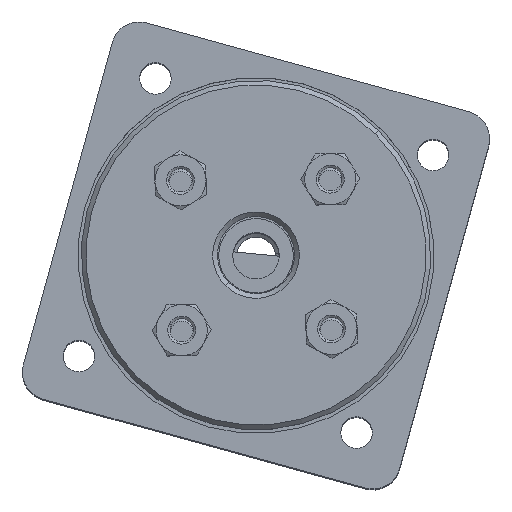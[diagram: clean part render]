
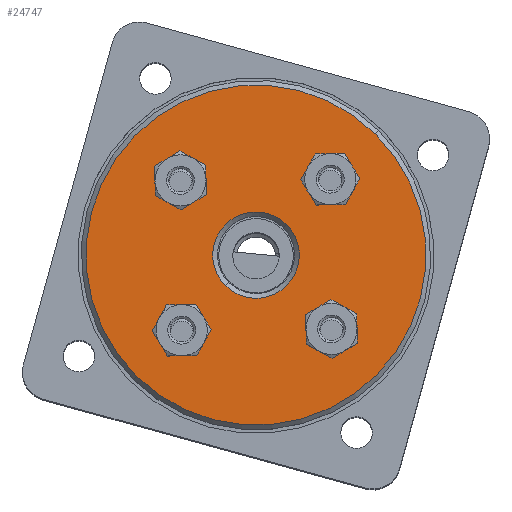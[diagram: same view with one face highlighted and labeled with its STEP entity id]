
A CAD part, top view. The second image highlights one B-rep face of the part: STEP entity #24747.
In plain terms, the highlighted face is planar.
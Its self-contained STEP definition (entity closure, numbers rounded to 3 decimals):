
#27 = VERTEX_POINT ( 'NONE', #14854 ) ;
#217 = DIRECTION ( 'NONE',  ( 0., 0., -1. ) ) ;
#1061 = CARTESIAN_POINT ( 'NONE',  ( -9.838, 0., 0. ) ) ;
#1383 = CARTESIAN_POINT ( 'NONE',  ( 11.4, 0., 0. ) ) ;
#1817 = CIRCLE ( 'NONE', #15376, 18.3 ) ;
#1929 = VERTEX_POINT ( 'NONE', #5722 ) ;
#2262 = VERTEX_POINT ( 'NONE', #29081 ) ;
#2372 = CARTESIAN_POINT ( 'NONE',  ( -1.563, -11.4, 0. ) ) ;
#2641 = CARTESIAN_POINT ( 'NONE',  ( 9.838, 0., 0. ) ) ;
#3043 = DIRECTION ( 'NONE',  ( 1., 0., 0. ) ) ;
#3082 = AXIS2_PLACEMENT_3D ( 'NONE', #27064, #18196, #3043 ) ;
#3357 = ORIENTED_EDGE ( 'NONE', *, *, #12933, .F. ) ;
#4380 = DIRECTION ( 'NONE',  ( 1., 0., 0. ) ) ;
#4658 = CARTESIAN_POINT ( 'NONE',  ( 0., 11.4, 0. ) ) ;
#4940 = ORIENTED_EDGE ( 'NONE', *, *, #35915, .F. ) ;
#5427 = ORIENTED_EDGE ( 'NONE', *, *, #32920, .F. ) ;
#5722 = CARTESIAN_POINT ( 'NONE',  ( -12.963, 0., 0. ) ) ;
#6337 = DIRECTION ( 'NONE',  ( 0., 0., -1. ) ) ;
#6495 = EDGE_LOOP ( 'NONE', ( #7460, #38214 ) ) ;
#6682 = FACE_BOUND ( 'NONE', #9480, .T. ) ;
#6874 = DIRECTION ( 'NONE',  ( 0., 0., -1. ) ) ;
#7098 = EDGE_LOOP ( 'NONE', ( #3357, #31387 ) ) ;
#7248 = AXIS2_PLACEMENT_3D ( 'NONE', #17600, #36330, #8109 ) ;
#7460 = ORIENTED_EDGE ( 'NONE', *, *, #22973, .F. ) ;
#7466 = ORIENTED_EDGE ( 'NONE', *, *, #18621, .F. ) ;
#7900 = DIRECTION ( 'NONE',  ( -1., 0., 0. ) ) ;
#8032 = CIRCLE ( 'NONE', #19014, 1.562 ) ;
#8109 = DIRECTION ( 'NONE',  ( 1., 0., 0. ) ) ;
#8695 = CARTESIAN_POINT ( 'NONE',  ( 1.563, 11.4, 0. ) ) ;
#8876 = CIRCLE ( 'NONE', #24956, 4.65 ) ;
#9435 = AXIS2_PLACEMENT_3D ( 'NONE', #13489, #19926, #4380 ) ;
#9480 = EDGE_LOOP ( 'NONE', ( #19687, #37139 ) ) ;
#10384 = CARTESIAN_POINT ( 'NONE',  ( 0., 11.4, 0. ) ) ;
#10944 = DIRECTION ( 'NONE',  ( 0., 0., 1. ) ) ;
#10972 = DIRECTION ( 'NONE',  ( 1., 0., 0. ) ) ;
#12745 = FACE_BOUND ( 'NONE', #36566, .T. ) ;
#12933 = EDGE_CURVE ( 'NONE', #37712, #2262, #16319, .T. ) ;
#13297 = DIRECTION ( 'NONE',  ( -1., 0., 0. ) ) ;
#13489 = CARTESIAN_POINT ( 'NONE',  ( 0., -11.4, 0. ) ) ;
#13495 = CARTESIAN_POINT ( 'NONE',  ( 1.562, -11.4, 0. ) ) ;
#13498 = VERTEX_POINT ( 'NONE', #38818 ) ;
#13989 = CIRCLE ( 'NONE', #33943, 1.562 ) ;
#14222 = EDGE_CURVE ( 'NONE', #1929, #31172, #19496, .T. ) ;
#14251 = EDGE_LOOP ( 'NONE', ( #5427, #7466 ) ) ;
#14854 = CARTESIAN_POINT ( 'NONE',  ( -4.65, 0., 0. ) ) ;
#15263 = CIRCLE ( 'NONE', #21699, 1.562 ) ;
#15376 = AXIS2_PLACEMENT_3D ( 'NONE', #21062, #39226, #36180 ) ;
#15840 = CARTESIAN_POINT ( 'NONE',  ( 12.963, 0., 0. ) ) ;
#16319 = CIRCLE ( 'NONE', #39490, 18.3 ) ;
#16415 = CIRCLE ( 'NONE', #18317, 1.562 ) ;
#17600 = CARTESIAN_POINT ( 'NONE',  ( -11.4, 0., 0. ) ) ;
#17673 = VERTEX_POINT ( 'NONE', #35535 ) ;
#17822 = VERTEX_POINT ( 'NONE', #2372 ) ;
#18196 = DIRECTION ( 'NONE',  ( 0., 0., -1. ) ) ;
#18199 = CARTESIAN_POINT ( 'NONE',  ( 0., -11.4, 0. ) ) ;
#18317 = AXIS2_PLACEMENT_3D ( 'NONE', #1383, #19154, #37705 ) ;
#18569 = CIRCLE ( 'NONE', #3082, 1.562 ) ;
#18621 = EDGE_CURVE ( 'NONE', #17673, #27, #8876, .T. ) ;
#19014 = AXIS2_PLACEMENT_3D ( 'NONE', #38605, #32544, #10972 ) ;
#19154 = DIRECTION ( 'NONE',  ( 0., 0., -1. ) ) ;
#19157 = VERTEX_POINT ( 'NONE', #8695 ) ;
#19201 = DIRECTION ( 'NONE',  ( 1., 0., 0. ) ) ;
#19496 = CIRCLE ( 'NONE', #7248, 1.562 ) ;
#19687 = ORIENTED_EDGE ( 'NONE', *, *, #32241, .F. ) ;
#19926 = DIRECTION ( 'NONE',  ( 0., 0., -1. ) ) ;
#19936 = EDGE_CURVE ( 'NONE', #2262, #37712, #1817, .T. ) ;
#20545 = AXIS2_PLACEMENT_3D ( 'NONE', #34113, #25436, #25227 ) ;
#20813 = EDGE_CURVE ( 'NONE', #19157, #13498, #15263, .T. ) ;
#21062 = CARTESIAN_POINT ( 'NONE',  ( 0., 0., 0. ) ) ;
#21699 = AXIS2_PLACEMENT_3D ( 'NONE', #4658, #6874, #19201 ) ;
#22289 = DIRECTION ( 'NONE',  ( 0., 0., -1. ) ) ;
#22385 = ORIENTED_EDGE ( 'NONE', *, *, #20813, .F. ) ;
#22406 = ORIENTED_EDGE ( 'NONE', *, *, #31508, .F. ) ;
#22973 = EDGE_CURVE ( 'NONE', #31172, #1929, #18569, .T. ) ;
#24436 = DIRECTION ( 'NONE',  ( 1., 0., 0. ) ) ;
#24626 = FACE_BOUND ( 'NONE', #6495, .T. ) ;
#24747 = ADVANCED_FACE ( 'NONE', ( #25029, #28455, #12745, #31072, #6682, #24626 ), #30873, .F. ) ;
#24956 = AXIS2_PLACEMENT_3D ( 'NONE', #28988, #28788, #13297 ) ;
#25029 = FACE_BOUND ( 'NONE', #14251, .T. ) ;
#25227 = DIRECTION ( 'NONE',  ( 1., 0., 0. ) ) ;
#25436 = DIRECTION ( 'NONE',  ( 0., 0., 1. ) ) ;
#25717 = EDGE_LOOP ( 'NONE', ( #36701, #4940 ) ) ;
#26855 = CIRCLE ( 'NONE', #9435, 1.563 ) ;
#27064 = CARTESIAN_POINT ( 'NONE',  ( -11.4, 0., 0. ) ) ;
#28455 = FACE_OUTER_BOUND ( 'NONE', #7098, .T. ) ;
#28788 = DIRECTION ( 'NONE',  ( 0., 0., -1. ) ) ;
#28825 = AXIS2_PLACEMENT_3D ( 'NONE', #18199, #217, #24436 ) ;
#28988 = CARTESIAN_POINT ( 'NONE',  ( 0., 0., 0. ) ) ;
#29081 = CARTESIAN_POINT ( 'NONE',  ( 18.3, 0., 0. ) ) ;
#30438 = EDGE_CURVE ( 'NONE', #17822, #33200, #36558, .T. ) ;
#30873 = PLANE ( 'NONE',  #20545 ) ;
#31072 = FACE_BOUND ( 'NONE', #25717, .T. ) ;
#31172 = VERTEX_POINT ( 'NONE', #1061 ) ;
#31387 = ORIENTED_EDGE ( 'NONE', *, *, #19936, .F. ) ;
#31508 = EDGE_CURVE ( 'NONE', #13498, #19157, #13989, .T. ) ;
#32241 = EDGE_CURVE ( 'NONE', #33200, #17822, #26855, .T. ) ;
#32544 = DIRECTION ( 'NONE',  ( 0., 0., -1. ) ) ;
#32920 = EDGE_CURVE ( 'NONE', #27, #17673, #38848, .T. ) ;
#33200 = VERTEX_POINT ( 'NONE', #13495 ) ;
#33943 = AXIS2_PLACEMENT_3D ( 'NONE', #10384, #6337, #38013 ) ;
#33981 = VERTEX_POINT ( 'NONE', #2641 ) ;
#34113 = CARTESIAN_POINT ( 'NONE',  ( 0., 0., 0. ) ) ;
#35533 = CARTESIAN_POINT ( 'NONE',  ( 0., 0., 0. ) ) ;
#35535 = CARTESIAN_POINT ( 'NONE',  ( 4.65, 0., 0. ) ) ;
#35915 = EDGE_CURVE ( 'NONE', #33981, #38511, #16415, .T. ) ;
#36180 = DIRECTION ( 'NONE',  ( -1., 0., 0. ) ) ;
#36330 = DIRECTION ( 'NONE',  ( 0., 0., -1. ) ) ;
#36558 = CIRCLE ( 'NONE', #28825, 1.563 ) ;
#36566 = EDGE_LOOP ( 'NONE', ( #22385, #22406 ) ) ;
#36701 = ORIENTED_EDGE ( 'NONE', *, *, #36972, .F. ) ;
#36972 = EDGE_CURVE ( 'NONE', #38511, #33981, #8032, .T. ) ;
#37139 = ORIENTED_EDGE ( 'NONE', *, *, #30438, .F. ) ;
#37548 = AXIS2_PLACEMENT_3D ( 'NONE', #35533, #22289, #7900 ) ;
#37705 = DIRECTION ( 'NONE',  ( 1., 0., 0. ) ) ;
#37712 = VERTEX_POINT ( 'NONE', #38650 ) ;
#38013 = DIRECTION ( 'NONE',  ( 1., 0., 0. ) ) ;
#38214 = ORIENTED_EDGE ( 'NONE', *, *, #14222, .F. ) ;
#38511 = VERTEX_POINT ( 'NONE', #15840 ) ;
#38574 = CARTESIAN_POINT ( 'NONE',  ( 0., 0., 0. ) ) ;
#38605 = CARTESIAN_POINT ( 'NONE',  ( 11.4, 0., 0. ) ) ;
#38650 = CARTESIAN_POINT ( 'NONE',  ( -18.3, 0., 0. ) ) ;
#38764 = DIRECTION ( 'NONE',  ( -1., 0., 0. ) ) ;
#38818 = CARTESIAN_POINT ( 'NONE',  ( -1.562, 11.4, 0. ) ) ;
#38848 = CIRCLE ( 'NONE', #37548, 4.65 ) ;
#39226 = DIRECTION ( 'NONE',  ( 0., 0., 1. ) ) ;
#39490 = AXIS2_PLACEMENT_3D ( 'NONE', #38574, #10944, #38764 ) ;
